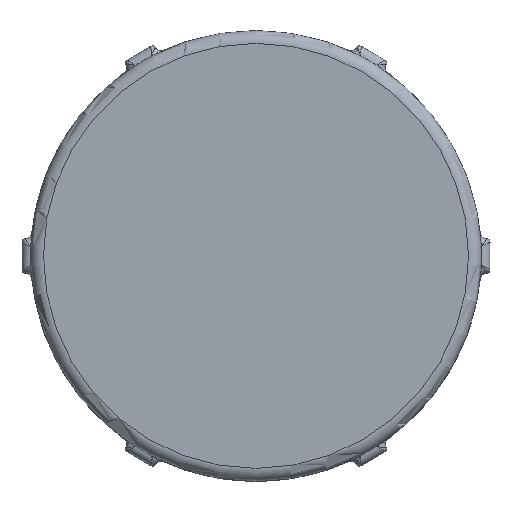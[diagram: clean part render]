
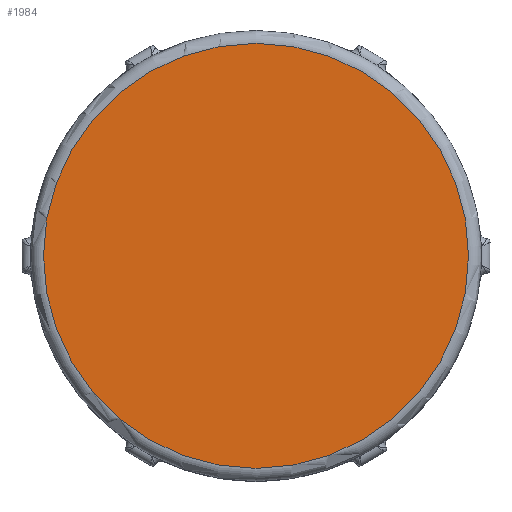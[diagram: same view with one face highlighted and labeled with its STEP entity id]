
A CAD part, top view. The second image highlights one B-rep face of the part: STEP entity #1984.
In plain terms, the highlighted planar face has unit normal (0, 0, 1).
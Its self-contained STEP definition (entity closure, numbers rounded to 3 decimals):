
#42=PLANE('',#2222);
#215=FACE_OUTER_BOUND('',#355,.T.);
#355=EDGE_LOOP('',(#1704));
#481=CIRCLE('',#2218,24.75);
#907=VERTEX_POINT('',#5942);
#1179=EDGE_CURVE('',#907,#907,#481,.T.);
#1704=ORIENTED_EDGE('',*,*,#1179,.F.);
#1984=ADVANCED_FACE('',(#215),#42,.T.);
#2218=AXIS2_PLACEMENT_3D('',#5943,#2718,#2719);
#2222=AXIS2_PLACEMENT_3D('',#5948,#2726,#2727);
#2718=DIRECTION('center_axis',(0.,0.,-1.));
#2719=DIRECTION('ref_axis',(1.,0.,0.));
#2726=DIRECTION('center_axis',(0.,0.,1.));
#2727=DIRECTION('ref_axis',(1.,0.,0.));
#5942=CARTESIAN_POINT('',(-24.75,0.,20.875));
#5943=CARTESIAN_POINT('Origin',(0.,0.,20.875));
#5948=CARTESIAN_POINT('Origin',(0.,0.,20.875));
